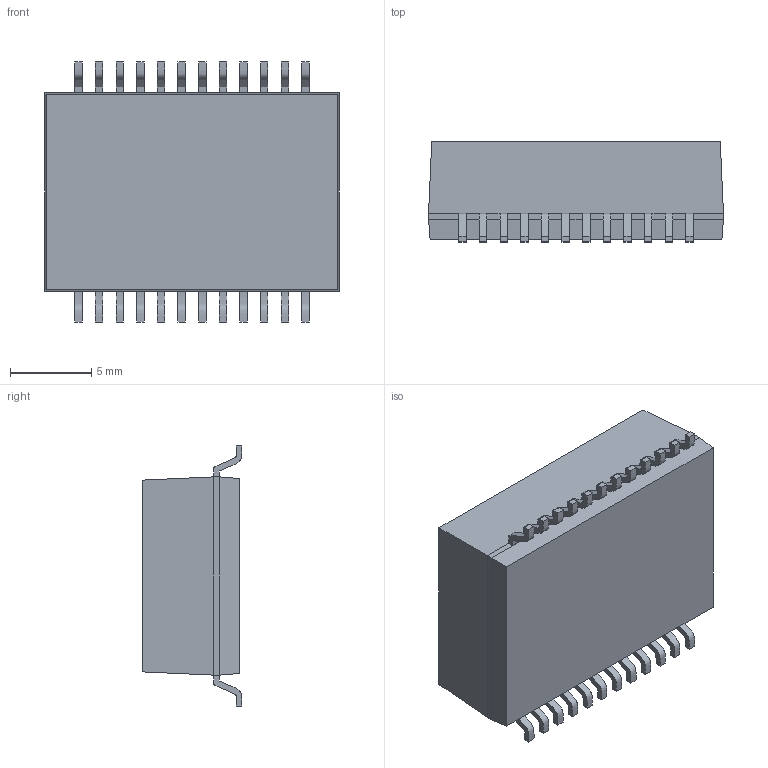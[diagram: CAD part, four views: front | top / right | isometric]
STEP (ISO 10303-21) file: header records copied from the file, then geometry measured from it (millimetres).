
FILE_DESCRIPTION (( 'STEP AP214' ), '1' );
FILE_NAME ('TM5004NL.STEP', '2022-11-04T10:35:45', ( '' ), ( '' ), 'SwSTEP 2.0', 'SolidWorks 2022', '' );
FILE_SCHEMA (( 'AUTOMOTIVE_DESIGN' ));
Length unit declared in the file: millimetre
Products named in the file (1): TM5004NL
Bounding box: 18.15 x 6.15 x 16 mm (x, y, z)
Volume: 1309.6 mm3; surface area: 894.8 mm2
Topology: 1 solids, 1 shells, 438 faces, 1150 edges, 748 vertices
Faces by surface type: plane 275, bspline 161, cylinder 2
Entity records: 22635 total; most frequent: CARTESIAN_POINT 12506, ORIENTED_EDGE 2300, DIRECTION 1388, EDGE_CURVE 1150, VECTOR 824, LINE 824, VERTEX_POINT 748, EDGE_LOOP 472
